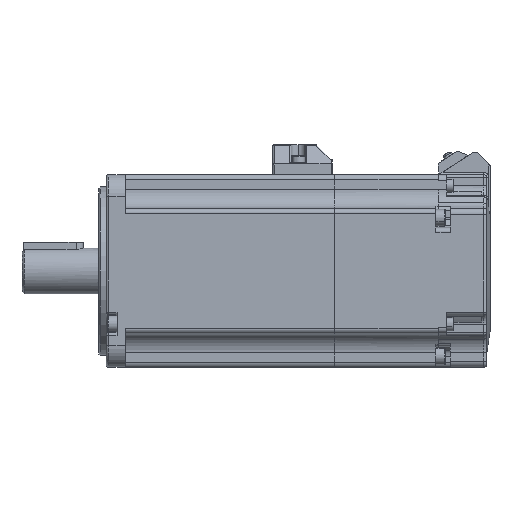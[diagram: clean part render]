
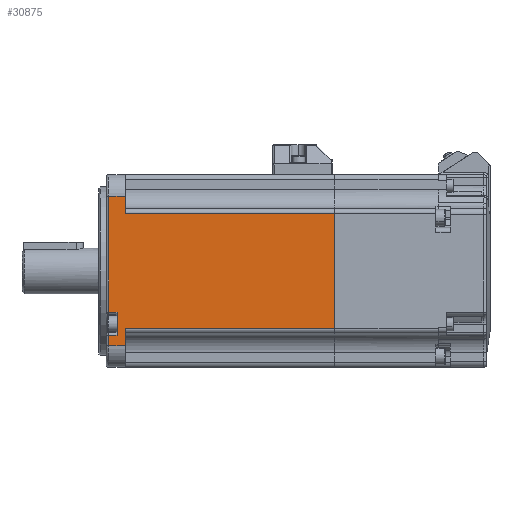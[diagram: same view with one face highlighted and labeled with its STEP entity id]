
A CAD part, front view. The second image highlights one B-rep face of the part: STEP entity #30875.
In plain terms, the highlighted planar face has unit normal (0, -1, 0).
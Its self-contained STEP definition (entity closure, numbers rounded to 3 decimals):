
#205 = ORIENTED_EDGE ( 'NONE', *, *, #8562, .T. ) ;
#908 = VERTEX_POINT ( 'NONE', #10367 ) ;
#1349 = VERTEX_POINT ( 'NONE', #26050 ) ;
#1363 = CARTESIAN_POINT ( 'NONE',  ( -112.3, -7.29, -23.359 ) ) ;
#1629 = ORIENTED_EDGE ( 'NONE', *, *, #19122, .T. ) ;
#1890 = LINE ( 'NONE', #20182, #31150 ) ;
#2187 = EDGE_CURVE ( 'NONE', #29718, #24763, #1890, .T. ) ;
#2193 = LINE ( 'NONE', #4329, #25761 ) ;
#2529 = AXIS2_PLACEMENT_3D ( 'NONE', #13751, #27823, #5329 ) ;
#2630 = CARTESIAN_POINT ( 'NONE',  ( -115.8, -7.29, -37.25 ) ) ;
#3355 = ORIENTED_EDGE ( 'NONE', *, *, #13997, .T. ) ;
#4329 = CARTESIAN_POINT ( 'NONE',  ( -108.8, -7.29, -46.25 ) ) ;
#4367 = CARTESIAN_POINT ( 'NONE',  ( -108.8, -7.29, 24.75 ) ) ;
#4458 = DIRECTION ( 'NONE',  ( 0., 0., 1. ) ) ;
#5127 = CARTESIAN_POINT ( 'NONE',  ( -21.8, -7.29, 19.75 ) ) ;
#5329 = DIRECTION ( 'NONE',  ( 0., 0., -1. ) ) ;
#5361 = CARTESIAN_POINT ( 'NONE',  ( -116.8, -7.29, -32.859 ) ) ;
#5758 = CARTESIAN_POINT ( 'NONE',  ( -115.8, -7.29, -37.25 ) ) ;
#6538 = VECTOR ( 'NONE', #20655, 1000. ) ;
#7388 = CARTESIAN_POINT ( 'NONE',  ( -108.8, -7.29, 17.75 ) ) ;
#7641 = CARTESIAN_POINT ( 'NONE',  ( -108.8, -7.29, 17.75 ) ) ;
#7848 = VERTEX_POINT ( 'NONE', #22135 ) ;
#8202 = EDGE_CURVE ( 'NONE', #24763, #28220, #17073, .T. ) ;
#8286 = VECTOR ( 'NONE', #20350, 1000. ) ;
#8562 = EDGE_CURVE ( 'NONE', #30284, #908, #17453, .T. ) ;
#9780 = LINE ( 'NONE', #21074, #16323 ) ;
#10092 = DIRECTION ( 'NONE',  ( 0., 0., 1. ) ) ;
#10255 = LINE ( 'NONE', #5361, #31629 ) ;
#10274 = CARTESIAN_POINT ( 'NONE',  ( -115.8, -7.29, -32.859 ) ) ;
#10367 = CARTESIAN_POINT ( 'NONE',  ( -21.8, -7.29, 17.75 ) ) ;
#10442 = VECTOR ( 'NONE', #14270, 1000. ) ;
#10776 = DIRECTION ( 'NONE',  ( 0., 0., 1. ) ) ;
#11380 = VECTOR ( 'NONE', #19921, 1000. ) ;
#11770 = CARTESIAN_POINT ( 'NONE',  ( -115.8, -7.29, -23.359 ) ) ;
#11853 = CARTESIAN_POINT ( 'NONE',  ( -115.8, -7.29, 24.75 ) ) ;
#12232 = ORIENTED_EDGE ( 'NONE', *, *, #31581, .T. ) ;
#13058 = ORIENTED_EDGE ( 'NONE', *, *, #23453, .T. ) ;
#13175 = LINE ( 'NONE', #2630, #14474 ) ;
#13548 = EDGE_LOOP ( 'NONE', ( #15136, #19477, #22425, #26281, #30521, #13058, #3355, #17359, #205, #21078, #1629, #12232 ) ) ;
#13751 = CARTESIAN_POINT ( 'NONE',  ( -116.8, -7.29, -46.25 ) ) ;
#13787 = DIRECTION ( 'NONE',  ( -1., 0., 0. ) ) ;
#13997 = EDGE_CURVE ( 'NONE', #14854, #1349, #2193, .T. ) ;
#14270 = DIRECTION ( 'NONE',  ( 1., 0., 0. ) ) ;
#14474 = VECTOR ( 'NONE', #27802, 1000. ) ;
#14854 = VERTEX_POINT ( 'NONE', #22459 ) ;
#14859 = EDGE_CURVE ( 'NONE', #1349, #30284, #34027, .T. ) ;
#14919 = CARTESIAN_POINT ( 'NONE',  ( -116.8, -7.29, -23.359 ) ) ;
#15136 = ORIENTED_EDGE ( 'NONE', *, *, #2187, .T. ) ;
#15743 = VERTEX_POINT ( 'NONE', #7641 ) ;
#15933 = DIRECTION ( 'NONE',  ( -1., 0., 0. ) ) ;
#16323 = VECTOR ( 'NONE', #4458, 1000. ) ;
#17073 = LINE ( 'NONE', #14919, #6538 ) ;
#17359 = ORIENTED_EDGE ( 'NONE', *, *, #14859, .T. ) ;
#17453 = LINE ( 'NONE', #5127, #23591 ) ;
#17796 = CARTESIAN_POINT ( 'NONE',  ( -108.8, -7.29, -46.25 ) ) ;
#17834 = EDGE_CURVE ( 'NONE', #28331, #19919, #13175, .T. ) ;
#17875 = DIRECTION ( 'NONE',  ( 0., 0., -1. ) ) ;
#18349 = LINE ( 'NONE', #17796, #8286 ) ;
#19122 = EDGE_CURVE ( 'NONE', #15743, #30638, #18349, .T. ) ;
#19477 = ORIENTED_EDGE ( 'NONE', *, *, #8202, .T. ) ;
#19919 = VERTEX_POINT ( 'NONE', #5758 ) ;
#19921 = DIRECTION ( 'NONE',  ( -1., 0., 0. ) ) ;
#20182 = CARTESIAN_POINT ( 'NONE',  ( -115.8, -7.29, -24.359 ) ) ;
#20350 = DIRECTION ( 'NONE',  ( 0., 0., 1. ) ) ;
#20655 = DIRECTION ( 'NONE',  ( 1., 0., 0. ) ) ;
#21074 = CARTESIAN_POINT ( 'NONE',  ( -112.3, -7.29, -24.359 ) ) ;
#21078 = ORIENTED_EDGE ( 'NONE', *, *, #35716, .T. ) ;
#22135 = CARTESIAN_POINT ( 'NONE',  ( -112.3, -7.29, -32.859 ) ) ;
#22425 = ORIENTED_EDGE ( 'NONE', *, *, #23072, .F. ) ;
#22459 = CARTESIAN_POINT ( 'NONE',  ( -108.8, -7.29, -37.25 ) ) ;
#22622 = CARTESIAN_POINT ( 'NONE',  ( -116.8, -7.29, 24.75 ) ) ;
#22700 = FACE_OUTER_BOUND ( 'NONE', #13548, .T. ) ;
#23072 = EDGE_CURVE ( 'NONE', #7848, #28220, #9780, .T. ) ;
#23372 = DIRECTION ( 'NONE',  ( 1., 0., 0. ) ) ;
#23453 = EDGE_CURVE ( 'NONE', #19919, #14854, #26794, .T. ) ;
#23591 = VECTOR ( 'NONE', #10776, 1000. ) ;
#24763 = VERTEX_POINT ( 'NONE', #11770 ) ;
#25499 = LINE ( 'NONE', #7388, #35524 ) ;
#25761 = VECTOR ( 'NONE', #10092, 1000. ) ;
#26050 = CARTESIAN_POINT ( 'NONE',  ( -108.8, -7.29, -30.25 ) ) ;
#26281 = ORIENTED_EDGE ( 'NONE', *, *, #28463, .T. ) ;
#26794 = LINE ( 'NONE', #31789, #30270 ) ;
#27802 = DIRECTION ( 'NONE',  ( 0., 0., -1. ) ) ;
#27823 = DIRECTION ( 'NONE',  ( 0., 1., 0. ) ) ;
#27859 = CARTESIAN_POINT ( 'NONE',  ( -108.8, -7.29, -30.25 ) ) ;
#27863 = CARTESIAN_POINT ( 'NONE',  ( -21.8, -7.29, -30.25 ) ) ;
#28220 = VERTEX_POINT ( 'NONE', #1363 ) ;
#28331 = VERTEX_POINT ( 'NONE', #10274 ) ;
#28463 = EDGE_CURVE ( 'NONE', #7848, #28331, #10255, .T. ) ;
#29718 = VERTEX_POINT ( 'NONE', #11853 ) ;
#30270 = VECTOR ( 'NONE', #23372, 1000. ) ;
#30284 = VERTEX_POINT ( 'NONE', #27863 ) ;
#30521 = ORIENTED_EDGE ( 'NONE', *, *, #17834, .T. ) ;
#30638 = VERTEX_POINT ( 'NONE', #4367 ) ;
#30875 = ADVANCED_FACE ( 'NONE', ( #22700 ), #35868, .F. ) ;
#31150 = VECTOR ( 'NONE', #17875, 1000. ) ;
#31581 = EDGE_CURVE ( 'NONE', #30638, #29718, #34534, .T. ) ;
#31629 = VECTOR ( 'NONE', #13787, 1000. ) ;
#31789 = CARTESIAN_POINT ( 'NONE',  ( -116.8, -7.29, -37.25 ) ) ;
#34027 = LINE ( 'NONE', #27859, #10442 ) ;
#34534 = LINE ( 'NONE', #22622, #11380 ) ;
#35524 = VECTOR ( 'NONE', #15933, 1000. ) ;
#35716 = EDGE_CURVE ( 'NONE', #908, #15743, #25499, .T. ) ;
#35868 = PLANE ( 'NONE',  #2529 ) ;
